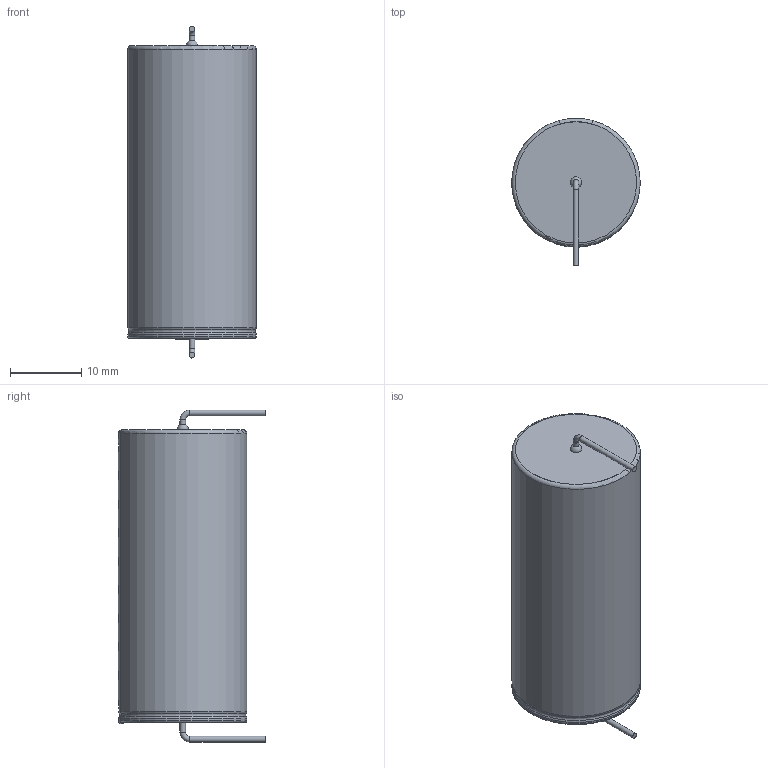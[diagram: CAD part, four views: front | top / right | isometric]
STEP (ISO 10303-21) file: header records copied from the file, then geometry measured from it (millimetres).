
FILE_DESCRIPTION(('FreeCAD Model'),'2;1');
FILE_NAME('Vishay_516D_D18_L41_P45.72_d0.8_LL2.6.step','2019-07-10T16:01:24' ,('Author'),(''),'Open CASCADE STEP processor 7.3','FreeCAD','Unknown' );
FILE_SCHEMA(('AUTOMOTIVE_DESIGN { 1 0 10303 214 1 1 1 1 }'));
Length unit declared in the file: millimetre
Products named in the file (1): Vishay_516D_D18_L41_P45.72_d0.8_LL2.6
Bounding box: 17.99 x 20.61 x 46.52 mm (x, y, z)
Volume: 10443.8 mm3; surface area: 2884 mm2
Topology: 1 solids, 1 shells, 95 faces, 233 edges, 152 vertices
Faces by surface type: plane 56, cylinder 22, torus 16, sphere 1
Full cylindrical faces by diameter (mm): 0.8 x4, 17 x1
Entity records: 3952 total; most frequent: CARTESIAN_POINT 933, DIRECTION 529, ORIENTED_EDGE 466, EDGE_CURVE 233, AXIS2_PLACEMENT_3D 210, VERTEX_POINT 152, LINE 109, VECTOR 109
